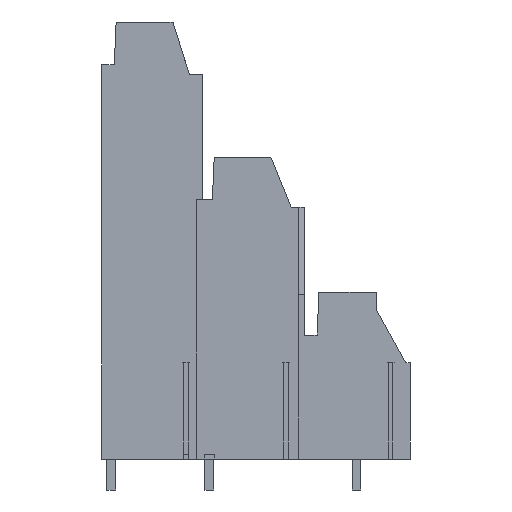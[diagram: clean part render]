
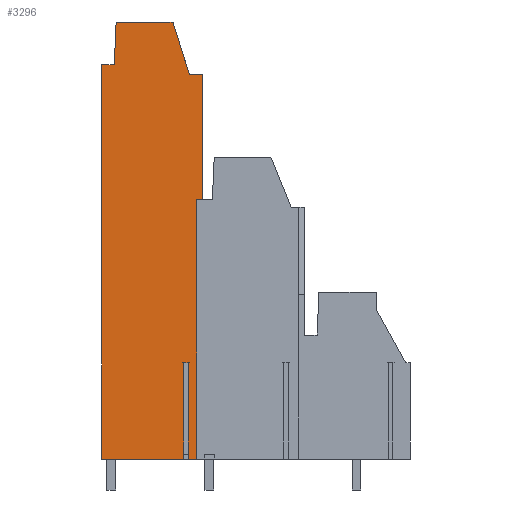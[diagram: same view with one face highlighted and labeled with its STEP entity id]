
A CAD part, left-side view. The second image highlights one B-rep face of the part: STEP entity #3296.
In plain terms, the highlighted planar face has unit normal (-1, 0, 0).
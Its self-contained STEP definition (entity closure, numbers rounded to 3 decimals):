
#3212=AXIS2_PLACEMENT_3D('Plane Axis2P3D',#3209,#3210,#3211) ;
#2304=CARTESIAN_POINT('Vertex',(2.54,22.131,3.2)) ;
#2307=CARTESIAN_POINT('Line Origine',(2.54,22.578,3.2)) ;
#2311=CARTESIAN_POINT('Vertex',(2.54,23.025,3.2)) ;
#2360=CARTESIAN_POINT('Vertex',(2.54,23.475,3.2)) ;
#2363=CARTESIAN_POINT('Line Origine',(2.54,27.738,3.2)) ;
#2367=CARTESIAN_POINT('Vertex',(2.54,32.,3.2)) ;
#3166=CARTESIAN_POINT('Vertex',(2.54,23.025,13.2)) ;
#3169=CARTESIAN_POINT('Line Origine',(2.54,23.25,13.2)) ;
#3173=CARTESIAN_POINT('Vertex',(2.54,23.475,13.2)) ;
#3197=CARTESIAN_POINT('Line Origine',(2.54,23.025,8.2)) ;
#3209=CARTESIAN_POINT('Axis2P3D Location',(2.54,21.84,31.2)) ;
#3214=CARTESIAN_POINT('Line Origine',(2.54,22.131,16.625)) ;
#3218=CARTESIAN_POINT('Vertex',(2.54,22.131,30.05)) ;
#3221=CARTESIAN_POINT('Line Origine',(2.54,21.811,30.05)) ;
#3225=CARTESIAN_POINT('Vertex',(2.54,21.49,30.05)) ;
#3228=CARTESIAN_POINT('Line Origine',(2.54,21.49,36.525)) ;
#3232=CARTESIAN_POINT('Vertex',(2.54,21.49,43.)) ;
#3235=CARTESIAN_POINT('Line Origine',(2.54,22.194,43.)) ;
#3239=CARTESIAN_POINT('Vertex',(2.54,22.898,43.)) ;
#3242=CARTESIAN_POINT('Line Origine',(2.54,23.745,45.735)) ;
#3246=CARTESIAN_POINT('Vertex',(2.54,24.592,48.47)) ;
#3249=CARTESIAN_POINT('Line Origine',(2.54,27.54,48.47)) ;
#3253=CARTESIAN_POINT('Vertex',(2.54,30.488,48.47)) ;
#3256=CARTESIAN_POINT('Line Origine',(2.54,30.584,46.26)) ;
#3260=CARTESIAN_POINT('Vertex',(2.54,30.681,44.05)) ;
#3263=CARTESIAN_POINT('Line Origine',(2.54,31.34,44.05)) ;
#3267=CARTESIAN_POINT('Vertex',(2.54,32.,44.05)) ;
#3270=CARTESIAN_POINT('Line Origine',(2.54,32.,23.625)) ;
#3275=CARTESIAN_POINT('Line Origine',(2.54,23.475,8.2)) ;
#2308=DIRECTION('Vector Direction',(0.,1.,0.)) ;
#2364=DIRECTION('Vector Direction',(0.,1.,0.)) ;
#3170=DIRECTION('Vector Direction',(0.,-1.,0.)) ;
#3198=DIRECTION('Vector Direction',(0.,0.,1.)) ;
#3210=DIRECTION('Axis2P3D Direction',(1.,0.,0.)) ;
#3211=DIRECTION('Axis2P3D XDirection',(0.,1.,0.)) ;
#3215=DIRECTION('Vector Direction',(0.,0.,-1.)) ;
#3222=DIRECTION('Vector Direction',(0.,1.,0.)) ;
#3229=DIRECTION('Vector Direction',(0.,0.,1.)) ;
#3236=DIRECTION('Vector Direction',(0.,-1.,0.)) ;
#3243=DIRECTION('Vector Direction',(0.,-0.296,-0.955)) ;
#3250=DIRECTION('Vector Direction',(0.,1.,0.)) ;
#3257=DIRECTION('Vector Direction',(0.,-0.044,0.999)) ;
#3264=DIRECTION('Vector Direction',(0.,-1.,0.)) ;
#3271=DIRECTION('Vector Direction',(0.,0.,1.)) ;
#3276=DIRECTION('Vector Direction',(0.,0.,1.)) ;
#2309=VECTOR('Line Direction',#2308,1.) ;
#2365=VECTOR('Line Direction',#2364,1.) ;
#3171=VECTOR('Line Direction',#3170,1.) ;
#3199=VECTOR('Line Direction',#3198,1.) ;
#3216=VECTOR('Line Direction',#3215,1.) ;
#3223=VECTOR('Line Direction',#3222,1.) ;
#3230=VECTOR('Line Direction',#3229,1.) ;
#3237=VECTOR('Line Direction',#3236,1.) ;
#3244=VECTOR('Line Direction',#3243,1.) ;
#3251=VECTOR('Line Direction',#3250,1.) ;
#3258=VECTOR('Line Direction',#3257,1.) ;
#3265=VECTOR('Line Direction',#3264,1.) ;
#3272=VECTOR('Line Direction',#3271,1.) ;
#3277=VECTOR('Line Direction',#3276,1.) ;
#3281=ORIENTED_EDGE('',*,*,#3220,.F.) ;
#3282=ORIENTED_EDGE('',*,*,#3227,.F.) ;
#3283=ORIENTED_EDGE('',*,*,#3234,.T.) ;
#3284=ORIENTED_EDGE('',*,*,#3241,.F.) ;
#3285=ORIENTED_EDGE('',*,*,#3248,.F.) ;
#3286=ORIENTED_EDGE('',*,*,#3255,.T.) ;
#3287=ORIENTED_EDGE('',*,*,#3262,.F.) ;
#3288=ORIENTED_EDGE('',*,*,#3269,.F.) ;
#3289=ORIENTED_EDGE('',*,*,#3274,.F.) ;
#3290=ORIENTED_EDGE('',*,*,#2369,.F.) ;
#3291=ORIENTED_EDGE('',*,*,#3279,.T.) ;
#3292=ORIENTED_EDGE('',*,*,#3175,.T.) ;
#3293=ORIENTED_EDGE('',*,*,#3201,.F.) ;
#3294=ORIENTED_EDGE('',*,*,#2313,.F.) ;
#3296=ADVANCED_FACE('housing',(#3295),#3213,.F.) ;
#2313=EDGE_CURVE('',#2305,#2312,#2310,.T.) ;
#2369=EDGE_CURVE('',#2361,#2368,#2366,.T.) ;
#3175=EDGE_CURVE('',#3174,#3167,#3172,.T.) ;
#3201=EDGE_CURVE('',#2312,#3167,#3200,.T.) ;
#3220=EDGE_CURVE('',#3219,#2305,#3217,.T.) ;
#3227=EDGE_CURVE('',#3226,#3219,#3224,.T.) ;
#3234=EDGE_CURVE('',#3226,#3233,#3231,.T.) ;
#3241=EDGE_CURVE('',#3240,#3233,#3238,.T.) ;
#3248=EDGE_CURVE('',#3247,#3240,#3245,.T.) ;
#3255=EDGE_CURVE('',#3247,#3254,#3252,.T.) ;
#3262=EDGE_CURVE('',#3261,#3254,#3259,.T.) ;
#3269=EDGE_CURVE('',#3268,#3261,#3266,.T.) ;
#3274=EDGE_CURVE('',#2368,#3268,#3273,.T.) ;
#3279=EDGE_CURVE('',#2361,#3174,#3278,.T.) ;
#3280=EDGE_LOOP('',(#3281,#3282,#3283,#3284,#3285,#3286,#3287,#3288,#3289,#3290,#3291,#3292,#3293,#3294)) ;
#3295=FACE_OUTER_BOUND('',#3280,.T.) ;
#2310=LINE('Line',#2307,#2309) ;
#2366=LINE('Line',#2363,#2365) ;
#3172=LINE('Line',#3169,#3171) ;
#3200=LINE('Line',#3197,#3199) ;
#3217=LINE('Line',#3214,#3216) ;
#3224=LINE('Line',#3221,#3223) ;
#3231=LINE('Line',#3228,#3230) ;
#3238=LINE('Line',#3235,#3237) ;
#3245=LINE('Line',#3242,#3244) ;
#3252=LINE('Line',#3249,#3251) ;
#3259=LINE('Line',#3256,#3258) ;
#3266=LINE('Line',#3263,#3265) ;
#3273=LINE('Line',#3270,#3272) ;
#3278=LINE('Line',#3275,#3277) ;
#3213=PLANE('',#3212) ;
#2305=VERTEX_POINT('',#2304) ;
#2312=VERTEX_POINT('',#2311) ;
#2361=VERTEX_POINT('',#2360) ;
#2368=VERTEX_POINT('',#2367) ;
#3167=VERTEX_POINT('',#3166) ;
#3174=VERTEX_POINT('',#3173) ;
#3219=VERTEX_POINT('',#3218) ;
#3226=VERTEX_POINT('',#3225) ;
#3233=VERTEX_POINT('',#3232) ;
#3240=VERTEX_POINT('',#3239) ;
#3247=VERTEX_POINT('',#3246) ;
#3254=VERTEX_POINT('',#3253) ;
#3261=VERTEX_POINT('',#3260) ;
#3268=VERTEX_POINT('',#3267) ;
